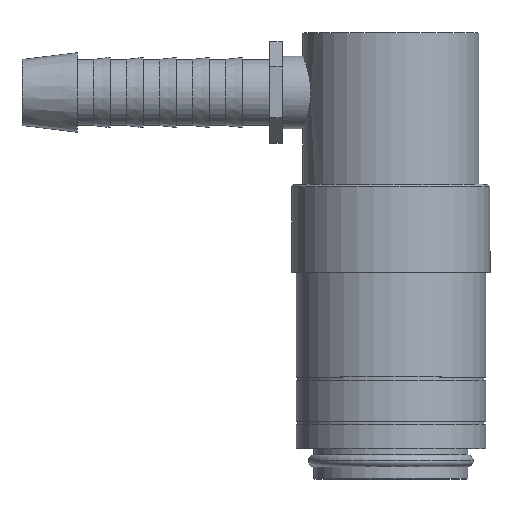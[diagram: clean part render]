
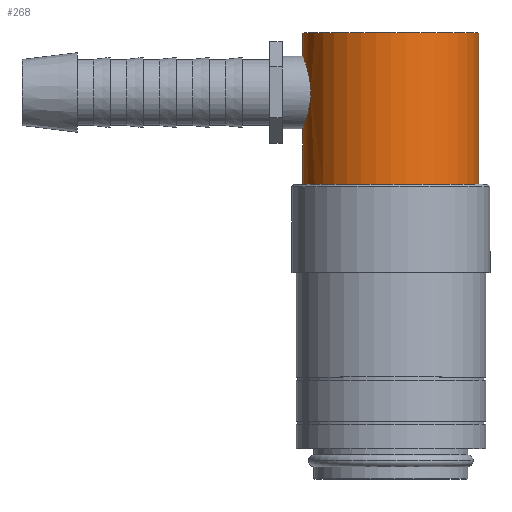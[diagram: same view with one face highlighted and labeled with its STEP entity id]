
A CAD part, top view. The second image highlights one B-rep face of the part: STEP entity #268.
In plain terms, the highlighted cylindrical face has radius 8 mm (diameter 16 mm), a partial arc.
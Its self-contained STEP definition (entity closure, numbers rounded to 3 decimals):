
#268=ADVANCED_FACE('',(#550),#551,.T.);
#550=FACE_OUTER_BOUND('',#827,.T.);
#551=CYLINDRICAL_SURFACE('',#828,8.0);
#827=EDGE_LOOP('',(#1495,#1496,#1497,#1498,#1499,#1500));
#828=AXIS2_PLACEMENT_3D('',#1501,#1502,#1503);
#1495=ORIENTED_EDGE('',*,*,#1685,.T.);
#1496=ORIENTED_EDGE('',*,*,#1606,.F.);
#1497=ORIENTED_EDGE('',*,*,#1690,.T.);
#1498=ORIENTED_EDGE('',*,*,#1720,.F.);
#1499=ORIENTED_EDGE('',*,*,#1687,.T.);
#1500=ORIENTED_EDGE('',*,*,#1778,.F.);
#1501=CARTESIAN_POINT('',(0.0,32.594,0.0));
#1502=DIRECTION('',(-0.0,1.0,0.0));
#1503=DIRECTION('',(1.0,0.0,0.0));
#1606=EDGE_CURVE('',#1918,#1917,#1920,.T.);
#1685=EDGE_CURVE('',#2036,#1917,#2037,.T.);
#1687=EDGE_CURVE('',#2040,#2038,#2041,.T.);
#1690=EDGE_CURVE('',#1918,#2044,#2046,.T.);
#1720=EDGE_CURVE('',#2040,#2044,#2082,.T.);
#1778=EDGE_CURVE('',#2036,#2038,#2148,.T.);
#1917=VERTEX_POINT('',#2317);
#1918=VERTEX_POINT('',#2318);
#1920=CIRCLE('',#2320,8.0);
#2036=VERTEX_POINT('',#2521);
#2037=LINE('',#2522,#2523);
#2038=VERTEX_POINT('',#2524);
#2040=VERTEX_POINT('',#2526);
#2041=LINE('',#2527,#2528);
#2044=VERTEX_POINT('',#2548);
#2046=LINE('',#2567,#2568);
#2082=B_SPLINE_CURVE_WITH_KNOTS('',3,(#2614,#2615,#2616,#2617,#2618,#2619,#2620,#2621,#2622,#2623,#2624,#2625,#2626,#2627,#2628,#2629,#2630,#2631,#2632,#2633,#2634,#2635,#2636,#2637,#2638,#2639,#2640,#2641,#2642,#2643,#2644,#2645,#2646,#2647),.UNSPECIFIED.,.F.,.F.,(4,2,2,2,2,2,2,2,2,2,2,2,2,2,2,2,4),(5.038,5.668,6.297,6.927,7.556,8.186,8.816,9.446,10.077,10.707,11.337,11.967,12.597,13.227,13.856,14.485,15.115),.UNSPECIFIED.);
#2148=CIRCLE('',#2726,8.0);
#2317=CARTESIAN_POINT('',(8.0,40.5,0.0));
#2318=CARTESIAN_POINT('',(-8.0,40.5,0.));
#2320=AXIS2_PLACEMENT_3D('',#2859,#2860,#2861);
#2521=CARTESIAN_POINT('',(8.0,26.75,0.));
#2522=CARTESIAN_POINT('',(8.0,32.594,0.));
#2523=VECTOR('',#2985,1.0);
#2524=CARTESIAN_POINT('',(-8.0,26.75,0.));
#2526=CARTESIAN_POINT('',(-8.0,31.8,0.));
#2527=CARTESIAN_POINT('',(-8.0,32.594,0.));
#2528=VECTOR('',#2989,1.0);
#2548=CARTESIAN_POINT('',(-8.0,38.4,0.));
#2567=CARTESIAN_POINT('',(-8.0,32.594,0.));
#2568=VECTOR('',#2990,1.0);
#2614=CARTESIAN_POINT('',(-8.0,31.8,0.));
#2615=CARTESIAN_POINT('',(-8.0,31.8,0.21));
#2616=CARTESIAN_POINT('',(-7.992,31.82,0.426));
#2617=CARTESIAN_POINT('',(-7.957,31.905,0.855));
#2618=CARTESIAN_POINT('',(-7.931,31.969,1.067));
#2619=CARTESIAN_POINT('',(-7.866,32.139,1.473));
#2620=CARTESIAN_POINT('',(-7.827,32.244,1.667));
#2621=CARTESIAN_POINT('',(-7.742,32.485,2.024));
#2622=CARTESIAN_POINT('',(-7.696,32.622,2.188));
#2623=CARTESIAN_POINT('',(-7.608,32.912,2.479));
#2624=CARTESIAN_POINT('',(-7.562,33.076,2.615));
#2625=CARTESIAN_POINT('',(-7.474,33.434,2.857));
#2626=CARTESIAN_POINT('',(-7.432,33.627,2.961));
#2627=CARTESIAN_POINT('',(-7.363,34.033,3.13));
#2628=CARTESIAN_POINT('',(-7.335,34.245,3.195));
#2629=CARTESIAN_POINT('',(-7.297,34.674,3.28));
#2630=CARTESIAN_POINT('',(-7.288,34.89,3.3));
#2631=CARTESIAN_POINT('',(-7.288,35.31,3.3));
#2632=CARTESIAN_POINT('',(-7.297,35.526,3.28));
#2633=CARTESIAN_POINT('',(-7.335,35.955,3.195));
#2634=CARTESIAN_POINT('',(-7.363,36.167,3.13));
#2635=CARTESIAN_POINT('',(-7.432,36.573,2.961));
#2636=CARTESIAN_POINT('',(-7.474,36.766,2.857));
#2637=CARTESIAN_POINT('',(-7.562,37.124,2.615));
#2638=CARTESIAN_POINT('',(-7.608,37.288,2.479));
#2639=CARTESIAN_POINT('',(-7.696,37.578,2.188));
#2640=CARTESIAN_POINT('',(-7.742,37.715,2.024));
#2641=CARTESIAN_POINT('',(-7.827,37.956,1.667));
#2642=CARTESIAN_POINT('',(-7.866,38.061,1.473));
#2643=CARTESIAN_POINT('',(-7.931,38.231,1.067));
#2644=CARTESIAN_POINT('',(-7.957,38.295,0.855));
#2645=CARTESIAN_POINT('',(-7.992,38.38,0.426));
#2646=CARTESIAN_POINT('',(-8.0,38.4,0.21));
#2647=CARTESIAN_POINT('',(-8.0,38.4,0.));
#2726=AXIS2_PLACEMENT_3D('',#3092,#3093,#3094);
#2859=CARTESIAN_POINT('',(0.0,40.5,0.0));
#2860=DIRECTION('',(-0.0,1.0,0.0));
#2861=DIRECTION('',(1.0,0.0,0.0));
#2985=DIRECTION('',(0.0,1.0,0.0));
#2989=DIRECTION('',(-0.0,-1.0,-0.0));
#2990=DIRECTION('',(-0.0,-1.0,-0.0));
#3092=CARTESIAN_POINT('',(0.0,26.75,0.0));
#3093=DIRECTION('',(0.0,-1.0,0.0));
#3094=DIRECTION('',(1.0,0.0,0.0));
